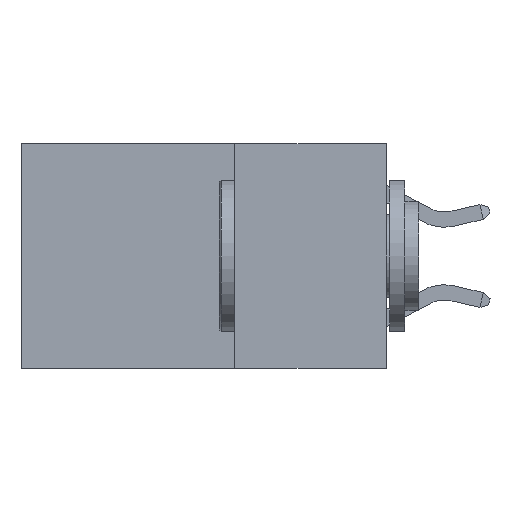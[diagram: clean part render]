
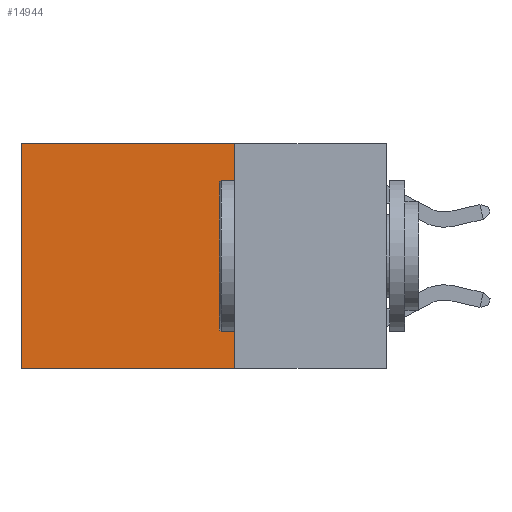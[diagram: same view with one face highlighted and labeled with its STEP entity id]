
A CAD part, left-side view. The second image highlights one B-rep face of the part: STEP entity #14944.
In plain terms, the highlighted planar face has unit normal (-1, 0, 0).
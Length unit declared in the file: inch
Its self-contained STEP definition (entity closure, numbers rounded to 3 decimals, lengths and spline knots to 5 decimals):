
#39 = ORIENTED_EDGE ( 'NONE', *, *, #15580, .T. ) ;
#407 = DIRECTION ( 'NONE',  ( 1., 0., 0. ) ) ;
#816 = VERTEX_POINT ( 'NONE', #24475 ) ;
#826 = LINE ( 'NONE', #3296, #27500 ) ;
#3296 = CARTESIAN_POINT ( 'NONE',  ( 0.2625, 0.6, 0. ) ) ;
#4773 = ORIENTED_EDGE ( 'NONE', *, *, #27834, .T. ) ;
#5531 = ORIENTED_EDGE ( 'NONE', *, *, #19930, .F. ) ;
#5638 = FACE_OUTER_BOUND ( 'NONE', #11246, .T. ) ;
#6593 = LINE ( 'NONE', #31525, #22741 ) ;
#7187 = DIRECTION ( 'NONE',  ( 0., 1., 0. ) ) ;
#7346 = CARTESIAN_POINT ( 'NONE',  ( 0.2625, 0.25, 0. ) ) ;
#9076 = DIRECTION ( 'NONE',  ( 0., 1., 0. ) ) ;
#10415 = DIRECTION ( 'NONE',  ( 0., 0., -1. ) ) ;
#11246 = EDGE_LOOP ( 'NONE', ( #4773, #19576, #5531, #39 ) ) ;
#12301 = VERTEX_POINT ( 'NONE', #15713 ) ;
#12901 = DIRECTION ( 'NONE',  ( 0., 0., -1. ) ) ;
#14944 = ADVANCED_FACE ( 'NONE', ( #5638 ), #30088, .F. ) ;
#15542 = LINE ( 'NONE', #25063, #28430 ) ;
#15580 = EDGE_CURVE ( 'NONE', #21435, #12301, #31945, .T. ) ;
#15713 = CARTESIAN_POINT ( 'NONE',  ( 0.2625, 0.6, 0. ) ) ;
#19576 = ORIENTED_EDGE ( 'NONE', *, *, #23706, .F. ) ;
#19930 = EDGE_CURVE ( 'NONE', #21435, #816, #15542, .T. ) ;
#20874 = AXIS2_PLACEMENT_3D ( 'NONE', #22888, #407, #10415 ) ;
#21433 = VECTOR ( 'NONE', #7187, 39.37008 ) ;
#21435 = VERTEX_POINT ( 'NONE', #29794 ) ;
#22741 = VECTOR ( 'NONE', #9076, 39.37008 ) ;
#22888 = CARTESIAN_POINT ( 'NONE',  ( 0.2625, 0.25, 0. ) ) ;
#23706 = EDGE_CURVE ( 'NONE', #816, #31439, #6593, .T. ) ;
#24335 = CARTESIAN_POINT ( 'NONE',  ( 0.2625, 0.6, -0.37 ) ) ;
#24475 = CARTESIAN_POINT ( 'NONE',  ( 0.2625, 0.25, -0.37 ) ) ;
#25063 = CARTESIAN_POINT ( 'NONE',  ( 0.2625, 0.25, 0. ) ) ;
#27500 = VECTOR ( 'NONE', #28536, 39.37008 ) ;
#27834 = EDGE_CURVE ( 'NONE', #12301, #31439, #826, .T. ) ;
#28430 = VECTOR ( 'NONE', #12901, 39.37008 ) ;
#28536 = DIRECTION ( 'NONE',  ( 0., 0., -1. ) ) ;
#29794 = CARTESIAN_POINT ( 'NONE',  ( 0.2625, 0.25, 0. ) ) ;
#30088 = PLANE ( 'NONE',  #20874 ) ;
#31439 = VERTEX_POINT ( 'NONE', #24335 ) ;
#31525 = CARTESIAN_POINT ( 'NONE',  ( 0.2625, 0.25, -0.37 ) ) ;
#31945 = LINE ( 'NONE', #7346, #21433 ) ;
